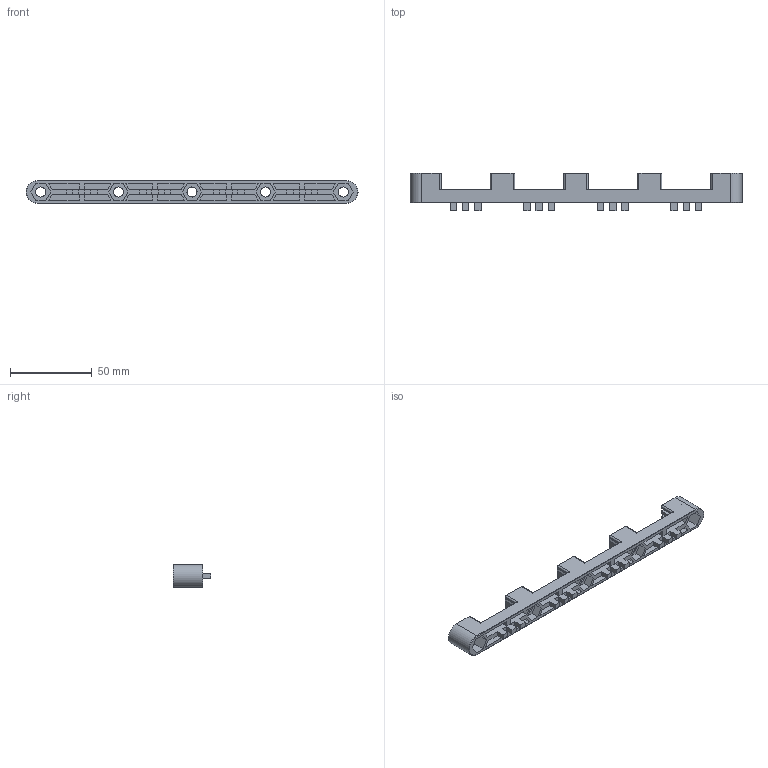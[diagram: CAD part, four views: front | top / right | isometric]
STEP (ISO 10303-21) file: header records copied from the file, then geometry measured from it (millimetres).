
FILE_DESCRIPTION(/* description */ (''),/* implementation_level */ '2;1');
FILE_NAME(/* name */ 'DBBS-4P-30-PART.step',/* time_stamp */ '2022-03-02T08:17:07+00:00',/* author */ (''),/* organization */ (''),/* preprocessor_version */ 'ST-DEVELOPER v18.1',/* originating_system */ 'Autodesk Translation Framework v10.13.0.1454',/* authorisation */ '');
FILE_SCHEMA (('AUTOMOTIVE_DESIGN { 1 0 10303 214 3 1 1 }'));
Length unit declared in the file: millimetre
Products named in the file (1): DBBS-4P-30-PART
Bounding box: 203 x 23 x 14 mm (x, y, z)
Volume: 20573.6 mm3; surface area: 19324.7 mm2
Topology: 1 solids, 1 shells, 514 faces, 1418 edges, 944 vertices
Faces by surface type: plane 412, bspline 54, cylinder 46, cone 2
Full cylindrical faces by diameter (mm): 6.2 x5, 13 x5
Entity records: 19369 total; most frequent: CARTESIAN_POINT 6467, ORIENTED_EDGE 2836, DIRECTION 2326, EDGE_CURVE 1418, LINE 1216, VECTOR 1216, VERTEX_POINT 944, EDGE_LOOP 562
